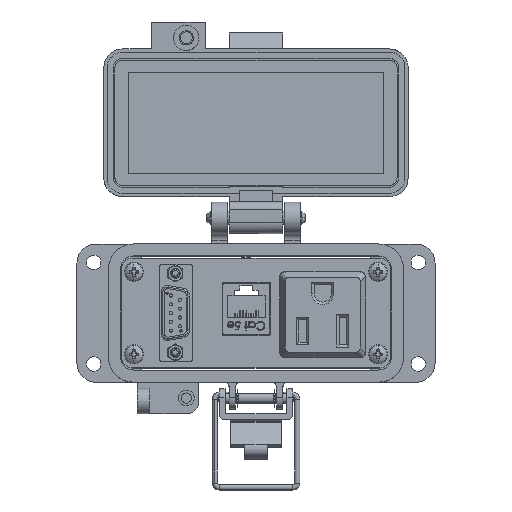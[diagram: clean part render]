
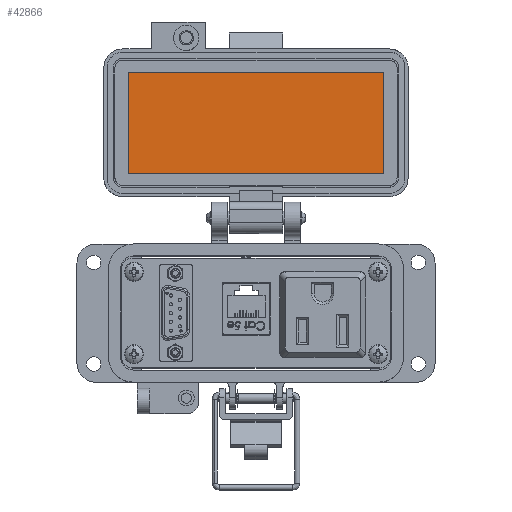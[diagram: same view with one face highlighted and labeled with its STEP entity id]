
A CAD part, top view. The second image highlights one B-rep face of the part: STEP entity #42866.
In plain terms, the highlighted planar face has unit normal (0, 0, 1).
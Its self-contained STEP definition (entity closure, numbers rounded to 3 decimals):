
#371 = LINE ( 'NONE', #54112, #29855 ) ;
#1519 = DIRECTION ( 'NONE',  ( 0., 1., 0. ) ) ;
#1912 = VERTEX_POINT ( 'NONE', #60696 ) ;
#3426 = EDGE_CURVE ( 'NONE', #1912, #40904, #371, .T. ) ;
#5096 = ORIENTED_EDGE ( 'NONE', *, *, #67892, .F. ) ;
#5536 = DIRECTION ( 'NONE',  ( -1., 0., 0. ) ) ;
#6883 = LINE ( 'NONE', #19164, #45333 ) ;
#8272 = VERTEX_POINT ( 'NONE', #65636 ) ;
#8337 = VECTOR ( 'NONE', #5536, 1000. ) ;
#8536 = ORIENTED_EDGE ( 'NONE', *, *, #31481, .F. ) ;
#9984 = CARTESIAN_POINT ( 'NONE',  ( -8.5, 83.154, -25.55 ) ) ;
#14352 = CARTESIAN_POINT ( 'NONE',  ( -8.5, 67.154, -25.55 ) ) ;
#16559 = EDGE_CURVE ( 'NONE', #71660, #8272, #6883, .T. ) ;
#19164 = CARTESIAN_POINT ( 'NONE',  ( -40.25, 67.154, -25.55 ) ) ;
#22443 = CARTESIAN_POINT ( 'NONE',  ( 42., 51.154, -25.55 ) ) ;
#27969 = CARTESIAN_POINT ( 'NONE',  ( 40.25, 51.154, -25.55 ) ) ;
#29855 = VECTOR ( 'NONE', #71748, 1000. ) ;
#31481 = EDGE_CURVE ( 'NONE', #8272, #1912, #36471, .T. ) ;
#31608 = DIRECTION ( 'NONE',  ( 0., 0., 1. ) ) ;
#36471 = LINE ( 'NONE', #9984, #69555 ) ;
#37901 = ORIENTED_EDGE ( 'NONE', *, *, #3426, .F. ) ;
#38761 = AXIS2_PLACEMENT_3D ( 'NONE', #14352, #31608, #72706 ) ;
#40904 = VERTEX_POINT ( 'NONE', #27969 ) ;
#42866 = ADVANCED_FACE ( 'NONE', ( #48502 ), #71918, .T. ) ;
#44000 = EDGE_LOOP ( 'NONE', ( #8536, #71772, #5096, #37901 ) ) ;
#45333 = VECTOR ( 'NONE', #1519, 1000. ) ;
#48502 = FACE_OUTER_BOUND ( 'NONE', #44000, .T. ) ;
#51230 = LINE ( 'NONE', #22443, #8337 ) ;
#54112 = CARTESIAN_POINT ( 'NONE',  ( 40.25, 67.154, -25.55 ) ) ;
#60696 = CARTESIAN_POINT ( 'NONE',  ( 40.25, 83.154, -25.55 ) ) ;
#63829 = CARTESIAN_POINT ( 'NONE',  ( -40.25, 51.154, -25.55 ) ) ;
#65636 = CARTESIAN_POINT ( 'NONE',  ( -40.25, 83.154, -25.55 ) ) ;
#67892 = EDGE_CURVE ( 'NONE', #40904, #71660, #51230, .T. ) ;
#69555 = VECTOR ( 'NONE', #72949, 1000. ) ;
#71660 = VERTEX_POINT ( 'NONE', #63829 ) ;
#71748 = DIRECTION ( 'NONE',  ( 0., -1., 0. ) ) ;
#71772 = ORIENTED_EDGE ( 'NONE', *, *, #16559, .F. ) ;
#71918 = PLANE ( 'NONE',  #38761 ) ;
#72706 = DIRECTION ( 'NONE',  ( 0., -1., 0. ) ) ;
#72949 = DIRECTION ( 'NONE',  ( 1., 0., 0. ) ) ;
